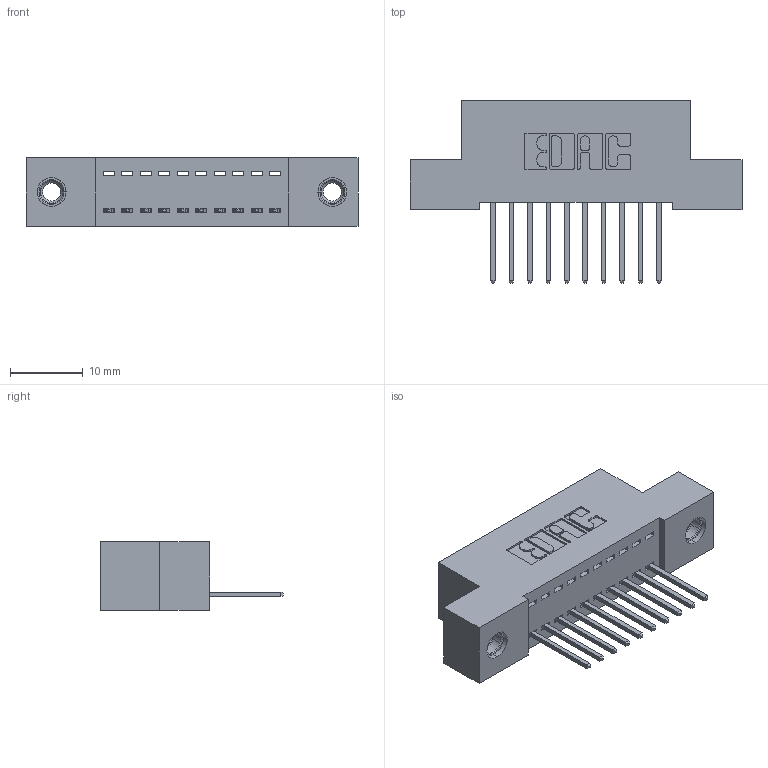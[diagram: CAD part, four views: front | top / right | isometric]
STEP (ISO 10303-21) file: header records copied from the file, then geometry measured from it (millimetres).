
FILE_DESCRIPTION (( 'STEP AP203' ), '1' );
FILE_NAME ('342-010-523-107.STEP', '2018-08-10T13:21:26', ( '' ), ( '' ), 'SwSTEP 2.0', 'SolidWorks 2016', '' );
FILE_SCHEMA (( 'CONFIG_CONTROL_DESIGN' ));
Length unit declared in the file: inch
Products named in the file (4): 342 Part_TI; 345-292-001_345-293-123; 345-250-001_345-250-005-103; 342-010-523-107
Assembly tree (13 placements, depth 2):
  342-010-523-107
    342 Part_TI
    345-292-001_345-293-123  x10
    345-250-001_345-250-005-103  x2
Bounding box: 45.72 x 25.15 x 9.4 mm (x, y, z)
Volume: 3874.3 mm3; surface area: 5133.5 mm2
Topology: 13 solids, 13 shells, 750 faces, 2195 edges, 1442 vertices
Faces by surface type: plane 518, cylinder 216, cone 12, torus 4
Entity records: 11324 total; most frequent: CARTESIAN_POINT 1939, ORIENTED_EDGE 1878, DIRECTION 1733, EDGE_CURVE 939, LINE 791, VECTOR 791, VERTEX_POINT 620, AXIS2_PLACEMENT_3D 471
